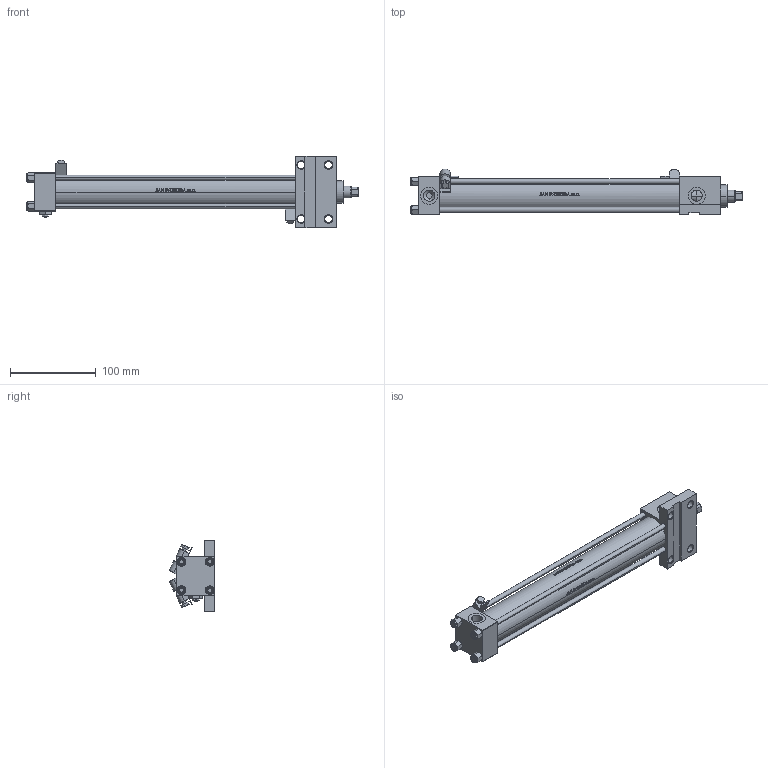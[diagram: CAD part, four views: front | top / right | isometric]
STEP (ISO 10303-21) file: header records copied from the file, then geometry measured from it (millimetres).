
FILE_DESCRIPTION (( 'STEP AP203' ), '1' );
FILE_NAME ('1eef.STEP', '2025-04-25T08:34:36', ( '' ), ( '' ), 'SwSTEP 2.0', 'SolidWorks 2019', '' );
FILE_SCHEMA (( 'CONFIG_CONTROL_DESIGN' ));
Length unit declared in the file: millimetre
Products named in the file (8): 1eef; V215CR_F_TYCINKA b2c049569382a1b0b208117d9f6967b1; MSRF_MSRG1 b2c049569382a1b0b208117d9f6967b1; V215CR_VCP_F b2c049569382a1b0b208117d9f6967b1; NUT_M5_F b2c049569382a1b0b208117d9f6967b1; V215_VC_A b2c049569382a1b0b208117d9f6967b1; V215CR_F_Body b2c049569382a1b0b208117d9f6967b1; Zatka_pro_OIL_PORT b2c049569382a1b0b208117d9f6967b1
Assembly tree (15 placements, depth 2):
  1eef
    V215CR_F_Body b2c049569382a1b0b208117d9f6967b1
    V215CR_VCP_F b2c049569382a1b0b208117d9f6967b1
    V215CR_F_TYCINKA b2c049569382a1b0b208117d9f6967b1  x4
    NUT_M5_F b2c049569382a1b0b208117d9f6967b1  x4
    V215_VC_A b2c049569382a1b0b208117d9f6967b1
    MSRF_MSRG1 b2c049569382a1b0b208117d9f6967b1  x2
    Zatka_pro_OIL_PORT b2c049569382a1b0b208117d9f6967b1  x2
Bounding box: 388 x 53.66 x 84 mm (x, y, z)
Volume: 354633.3 mm3; surface area: 156722.5 mm2
Topology: 15 solids, 15 shells, 1262 faces, 3108 edges, 1997 vertices
Faces by surface type: plane 518, bspline 380, cone 194, cylinder 162, torus 8
Entity records: 50683 total; most frequent: CARTESIAN_POINT 26767, ORIENTED_EDGE 5366, DIRECTION 3491, EDGE_CURVE 2683, VERTEX_POINT 1747, LINE 1381, VECTOR 1381, EDGE_LOOP 1208
